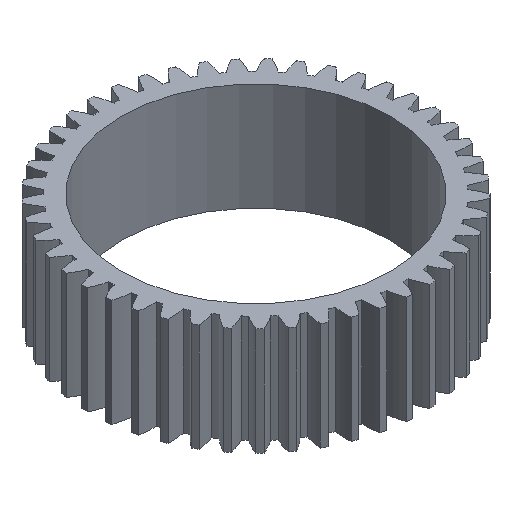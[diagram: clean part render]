
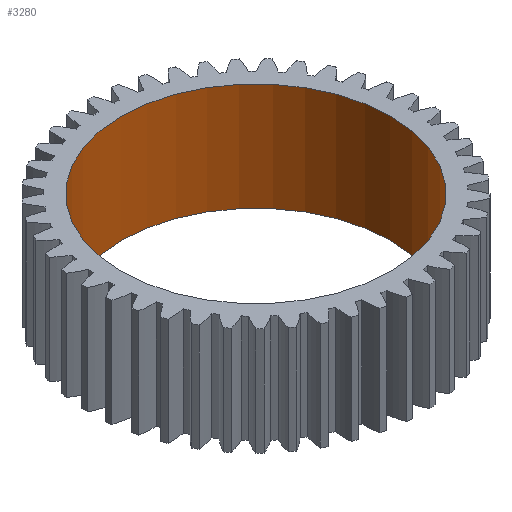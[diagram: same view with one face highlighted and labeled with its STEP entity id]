
A CAD part, isometric view. The second image highlights one B-rep face of the part: STEP entity #3280.
In plain terms, the highlighted cylindrical face has radius 25 mm (diameter 50 mm), a full revolution.
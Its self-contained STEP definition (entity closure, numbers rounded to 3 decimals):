
#377=FACE_BOUND('',#564,.T.);
#380=FACE_OUTER_BOUND('',#563,.T.);
#563=EDGE_LOOP('',(#2015));
#564=EDGE_LOOP('',(#2016));
#749=CIRCLE('',#3484,25.);
#750=CIRCLE('',#3485,25.);
#1111=VERTEX_POINT('',#5302);
#1112=VERTEX_POINT('',#5304);
#1473=EDGE_CURVE('',#1111,#1111,#749,.T.);
#1474=EDGE_CURVE('',#1112,#1112,#750,.T.);
#2015=ORIENTED_EDGE('',*,*,#1473,.F.);
#2016=ORIENTED_EDGE('',*,*,#1474,.F.);
#3099=CYLINDRICAL_SURFACE('',#3483,25.);
#3280=ADVANCED_FACE('',(#380,#377),#3099,.F.);
#3483=AXIS2_PLACEMENT_3D('',#5301,#4030,#4031);
#3484=AXIS2_PLACEMENT_3D('',#5303,#4032,#4033);
#3485=AXIS2_PLACEMENT_3D('',#5305,#4034,#4035);
#4030=DIRECTION('center_axis',(0.,0.,-1.));
#4031=DIRECTION('ref_axis',(-1.,0.,0.));
#4032=DIRECTION('center_axis',(0.,0.,1.));
#4033=DIRECTION('ref_axis',(-1.,0.,0.));
#4034=DIRECTION('center_axis',(0.,0.,-1.));
#4035=DIRECTION('ref_axis',(-1.,0.,0.));
#5301=CARTESIAN_POINT('Origin',(0.,0.,20.));
#5302=CARTESIAN_POINT('',(25.,0.,0.));
#5303=CARTESIAN_POINT('Origin',(0.,0.,0.));
#5304=CARTESIAN_POINT('',(25.,0.,20.));
#5305=CARTESIAN_POINT('Origin',(0.,0.,20.));
